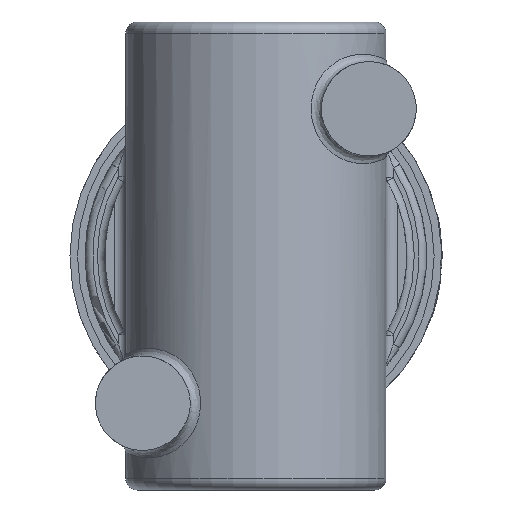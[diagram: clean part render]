
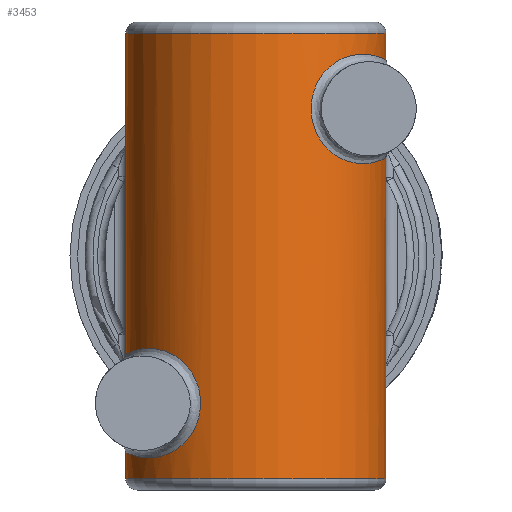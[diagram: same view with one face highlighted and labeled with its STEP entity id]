
A CAD part, front view. The second image highlights one B-rep face of the part: STEP entity #3453.
In plain terms, the highlighted cylindrical face has radius 34.472 mm (diameter 68.945 mm), a partial arc.
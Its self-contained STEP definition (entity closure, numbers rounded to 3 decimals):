
#311=B_SPLINE_CURVE_WITH_KNOTS('',3,(#6762,#6763,#6764,#6765,#6766,#6767,
#6768,#6769,#6770,#6771,#6772,#6773,#6774,#6775,#6776,#6777,#6778,#6779,
#6780,#6781),.UNSPECIFIED.,.F.,.F.,(4,1,1,1,1,1,1,1,1,1,1,1,1,1,1,1,1,4),
(-9.827,-9.125,-8.423,-7.487,
-7.019,-6.551,-6.083,-5.615,
-5.147,-4.68,-4.212,-3.744,
-3.276,-2.808,-2.106,-1.404,
-0.702,0.),.UNSPECIFIED.);
#317=B_SPLINE_CURVE_WITH_KNOTS('',3,(#7073,#7074,#7075,#7076,#7077,#7078,
#7079,#7080,#7081,#7082,#7083,#7084,#7085,#7086,#7087,#7088,#7089,#7090,
#7091,#7092),.UNSPECIFIED.,.F.,.F.,(4,1,1,1,1,1,1,1,1,1,1,1,1,1,1,1,1,4),
(-9.827,-9.125,-8.423,-7.487,
-7.253,-7.019,-6.551,-6.083,
-5.615,-4.68,-4.212,-3.744,
-3.276,-2.808,-2.106,-1.404,
-0.702,0.),.UNSPECIFIED.);
#490=FACE_OUTER_BOUND('',#706,.T.);
#706=EDGE_LOOP('',(#2927,#2928,#2929,#2930,#2931,#2932,#2933,#2934));
#867=CIRCLE('',#3786,34.473);
#870=CIRCLE('',#3792,34.473);
#1040=LINE('',#6546,#1232);
#1070=LINE('',#7142,#1262);
#1089=LINE('',#7236,#1281);
#1090=LINE('',#7238,#1282);
#1232=VECTOR('',#4337,10.);
#1262=VECTOR('',#4531,10.);
#1281=VECTOR('',#4672,10.);
#1282=VECTOR('',#4675,10.);
#1500=VERTEX_POINT('',#6543);
#1501=VERTEX_POINT('',#6545);
#1517=VERTEX_POINT('',#6760);
#1529=VERTEX_POINT('',#6848);
#1542=VERTEX_POINT('',#7071);
#1549=VERTEX_POINT('',#7141);
#1550=VERTEX_POINT('',#7147);
#1551=VERTEX_POINT('',#7155);
#1894=EDGE_CURVE('',#1500,#1501,#1040,.T.);
#1921=EDGE_CURVE('',#1517,#1500,#311,.T.);
#1970=EDGE_CURVE('',#1542,#1529,#317,.T.);
#1984=EDGE_CURVE('',#1549,#1529,#1070,.T.);
#1988=EDGE_CURVE('',#1549,#1550,#867,.T.);
#1992=EDGE_CURVE('',#1501,#1551,#870,.T.);
#2025=EDGE_CURVE('',#1542,#1551,#1089,.T.);
#2026=EDGE_CURVE('',#1550,#1517,#1090,.T.);
#2927=ORIENTED_EDGE('',*,*,#1921,.F.);
#2928=ORIENTED_EDGE('',*,*,#2026,.F.);
#2929=ORIENTED_EDGE('',*,*,#1988,.F.);
#2930=ORIENTED_EDGE('',*,*,#1984,.T.);
#2931=ORIENTED_EDGE('',*,*,#1970,.F.);
#2932=ORIENTED_EDGE('',*,*,#2025,.T.);
#2933=ORIENTED_EDGE('',*,*,#1992,.F.);
#2934=ORIENTED_EDGE('',*,*,#1894,.F.);
#3113=CYLINDRICAL_SURFACE('',#3843,34.473);
#3453=ADVANCED_FACE('',(#490),#3113,.T.);
#3786=AXIS2_PLACEMENT_3D('',#7149,#4541,#4542);
#3792=AXIS2_PLACEMENT_3D('',#7157,#4554,#4555);
#3843=AXIS2_PLACEMENT_3D('',#7237,#4673,#4674);
#4337=DIRECTION('',(0.,0.,1.));
#4531=DIRECTION('',(0.,0.,1.));
#4541=DIRECTION('center_axis',(0.,0.,-1.));
#4542=DIRECTION('ref_axis',(0.,-1.,0.));
#4554=DIRECTION('center_axis',(0.,0.,1.));
#4555=DIRECTION('ref_axis',(0.,-1.,0.));
#4672=DIRECTION('',(0.,0.,1.));
#4673=DIRECTION('center_axis',(0.,0.,1.));
#4674=DIRECTION('ref_axis',(1.,0.,0.));
#4675=DIRECTION('',(0.,0.,1.));
#6543=CARTESIAN_POINT('',(-34.473,0.,-26.025));
#6545=CARTESIAN_POINT('',(-34.473,0.,59.));
#6546=CARTESIAN_POINT('',(-34.473,0.,0.));
#6760=CARTESIAN_POINT('',(-34.473,0.,-51.975));
#6762=CARTESIAN_POINT('Ctrl Pts',(-34.473,0.,-51.975));
#6763=CARTESIAN_POINT('Ctrl Pts',(-34.473,-2.211,-51.975));
#6764=CARTESIAN_POINT('Ctrl Pts',(-34.042,-6.635,-52.217));
#6765=CARTESIAN_POINT('Ctrl Pts',(-31.956,-13.683,-53.102));
#6766=CARTESIAN_POINT('Ctrl Pts',(-28.69,-19.51,-53.711));
#6767=CARTESIAN_POINT('Ctrl Pts',(-24.864,-24.012,-53.153));
#6768=CARTESIAN_POINT('Ctrl Pts',(-21.693,-26.898,-51.865));
#6769=CARTESIAN_POINT('Ctrl Pts',(-18.555,-29.121,-49.438));
#6770=CARTESIAN_POINT('Ctrl Pts',(-16.007,-30.558,-45.834));
#6771=CARTESIAN_POINT('Ctrl Pts',(-14.591,-31.233,-41.377));
#6772=CARTESIAN_POINT('Ctrl Pts',(-14.592,-31.233,-36.623));
#6773=CARTESIAN_POINT('Ctrl Pts',(-16.007,-30.558,-32.167));
#6774=CARTESIAN_POINT('Ctrl Pts',(-18.555,-29.121,-28.562));
#6775=CARTESIAN_POINT('Ctrl Pts',(-21.692,-26.898,-26.134));
#6776=CARTESIAN_POINT('Ctrl Pts',(-25.397,-23.528,-24.635));
#6777=CARTESIAN_POINT('Ctrl Pts',(-29.104,-18.874,-24.355));
#6778=CARTESIAN_POINT('Ctrl Pts',(-32.161,-12.981,-24.983));
#6779=CARTESIAN_POINT('Ctrl Pts',(-34.045,-6.633,-25.784));
#6780=CARTESIAN_POINT('Ctrl Pts',(-34.473,-2.211,-26.025));
#6781=CARTESIAN_POINT('Ctrl Pts',(-34.473,0.,-26.025));
#6848=CARTESIAN_POINT('',(34.473,0.,26.025));
#7071=CARTESIAN_POINT('',(34.473,0.,51.975));
#7073=CARTESIAN_POINT('Ctrl Pts',(34.473,0.,51.975));
#7074=CARTESIAN_POINT('Ctrl Pts',(34.473,-2.211,51.975));
#7075=CARTESIAN_POINT('Ctrl Pts',(34.043,-6.635,52.217));
#7076=CARTESIAN_POINT('Ctrl Pts',(31.956,-13.683,53.103));
#7077=CARTESIAN_POINT('Ctrl Pts',(29.053,-18.862,53.643));
#7078=CARTESIAN_POINT('Ctrl Pts',(26.298,-22.324,53.363));
#7079=CARTESIAN_POINT('Ctrl Pts',(24.338,-24.492,52.936));
#7080=CARTESIAN_POINT('Ctrl Pts',(21.688,-26.897,51.865));
#7081=CARTESIAN_POINT('Ctrl Pts',(18.562,-29.123,49.438));
#7082=CARTESIAN_POINT('Ctrl Pts',(15.136,-31.03,44.635));
#7083=CARTESIAN_POINT('Ctrl Pts',(14.093,-31.45,38.112));
#7084=CARTESIAN_POINT('Ctrl Pts',(16.016,-30.56,32.165));
#7085=CARTESIAN_POINT('Ctrl Pts',(18.552,-29.12,28.561));
#7086=CARTESIAN_POINT('Ctrl Pts',(21.693,-26.898,26.135));
#7087=CARTESIAN_POINT('Ctrl Pts',(25.396,-23.528,24.634));
#7088=CARTESIAN_POINT('Ctrl Pts',(29.104,-18.874,24.356));
#7089=CARTESIAN_POINT('Ctrl Pts',(32.161,-12.981,24.984));
#7090=CARTESIAN_POINT('Ctrl Pts',(34.045,-6.633,25.784));
#7091=CARTESIAN_POINT('Ctrl Pts',(34.473,-2.211,26.025));
#7092=CARTESIAN_POINT('Ctrl Pts',(34.473,0.,26.025));
#7141=CARTESIAN_POINT('',(34.473,0.,-59.));
#7142=CARTESIAN_POINT('',(34.473,0.,0.));
#7147=CARTESIAN_POINT('',(-34.473,0.,-59.));
#7149=CARTESIAN_POINT('Origin',(0.,0.,-59.));
#7155=CARTESIAN_POINT('',(34.473,0.,59.));
#7157=CARTESIAN_POINT('Origin',(0.,0.,59.));
#7236=CARTESIAN_POINT('',(34.473,0.,0.));
#7237=CARTESIAN_POINT('Origin',(0.,0.,0.));
#7238=CARTESIAN_POINT('',(-34.473,0.,0.));
